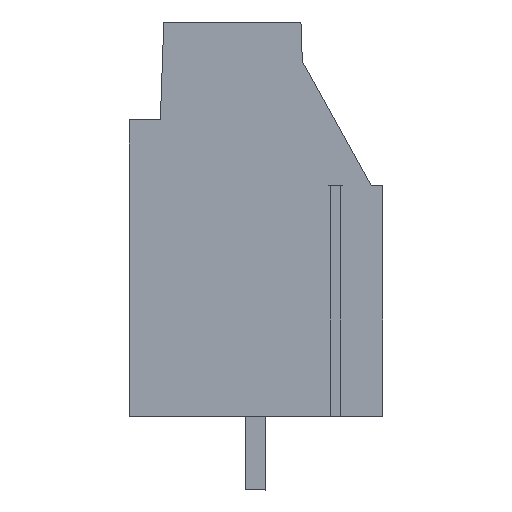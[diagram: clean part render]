
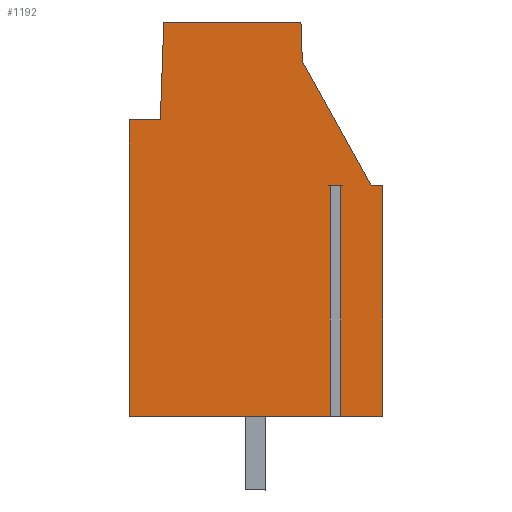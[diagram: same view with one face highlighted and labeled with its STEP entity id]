
A CAD part, left-side view. The second image highlights one B-rep face of the part: STEP entity #1192.
In plain terms, the highlighted planar face has unit normal (-1, 0, 0).
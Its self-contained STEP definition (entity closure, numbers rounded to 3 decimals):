
#1100=AXIS2_PLACEMENT_3D('Plane Axis2P3D',#1097,#1098,#1099) ;
#610=CARTESIAN_POINT('Vertex',(0.,0.5,13.2)) ;
#615=CARTESIAN_POINT('Line Origine',(0.,0.25,13.2)) ;
#619=CARTESIAN_POINT('Vertex',(0.,0.,13.2)) ;
#658=CARTESIAN_POINT('Vertex',(0.,3.49,18.592)) ;
#663=CARTESIAN_POINT('Line Origine',(0.,1.995,15.896)) ;
#1097=CARTESIAN_POINT('Axis2P3D Location',(0.,11.,0.)) ;
#1102=CARTESIAN_POINT('Line Origine',(0.,0.912,3.2)) ;
#1106=CARTESIAN_POINT('Vertex',(0.,1.825,3.2)) ;
#1108=CARTESIAN_POINT('Vertex',(0.,0.,3.2)) ;
#1111=CARTESIAN_POINT('Line Origine',(0.,0.,8.2)) ;
#1116=CARTESIAN_POINT('Line Origine',(0.,3.52,19.446)) ;
#1120=CARTESIAN_POINT('Vertex',(0.,3.55,20.3)) ;
#1123=CARTESIAN_POINT('Line Origine',(0.,6.525,20.3)) ;
#1127=CARTESIAN_POINT('Vertex',(0.,9.5,20.3)) ;
#1130=CARTESIAN_POINT('Line Origine',(0.,9.574,18.175)) ;
#1134=CARTESIAN_POINT('Vertex',(0.,9.648,16.05)) ;
#1137=CARTESIAN_POINT('Line Origine',(0.,10.324,16.05)) ;
#1141=CARTESIAN_POINT('Vertex',(0.,11.,16.05)) ;
#1144=CARTESIAN_POINT('Line Origine',(0.,11.,9.625)) ;
#1148=CARTESIAN_POINT('Vertex',(0.,11.,3.2)) ;
#1151=CARTESIAN_POINT('Line Origine',(0.,6.638,3.2)) ;
#1155=CARTESIAN_POINT('Vertex',(0.,2.275,3.2)) ;
#1158=CARTESIAN_POINT('Line Origine',(0.,2.275,8.2)) ;
#1162=CARTESIAN_POINT('Vertex',(0.,2.275,13.2)) ;
#1165=CARTESIAN_POINT('Line Origine',(0.,2.05,13.2)) ;
#1169=CARTESIAN_POINT('Vertex',(0.,1.825,13.2)) ;
#1172=CARTESIAN_POINT('Line Origine',(0.,1.825,8.2)) ;
#616=DIRECTION('Vector Direction',(0.,-1.,0.)) ;
#664=DIRECTION('Vector Direction',(0.,-0.485,-0.875)) ;
#1098=DIRECTION('Axis2P3D Direction',(-1.,0.,0.)) ;
#1099=DIRECTION('Axis2P3D XDirection',(0.,-1.,0.)) ;
#1103=DIRECTION('Vector Direction',(0.,1.,0.)) ;
#1112=DIRECTION('Vector Direction',(0.,0.,-1.)) ;
#1117=DIRECTION('Vector Direction',(0.,0.035,0.999)) ;
#1124=DIRECTION('Vector Direction',(0.,-1.,0.)) ;
#1131=DIRECTION('Vector Direction',(0.,0.035,-0.999)) ;
#1138=DIRECTION('Vector Direction',(0.,-1.,0.)) ;
#1145=DIRECTION('Vector Direction',(0.,0.,1.)) ;
#1152=DIRECTION('Vector Direction',(0.,1.,0.)) ;
#1159=DIRECTION('Vector Direction',(0.,0.,1.)) ;
#1166=DIRECTION('Vector Direction',(0.,-1.,0.)) ;
#1173=DIRECTION('Vector Direction',(0.,0.,1.)) ;
#617=VECTOR('Line Direction',#616,1.) ;
#665=VECTOR('Line Direction',#664,1.) ;
#1104=VECTOR('Line Direction',#1103,1.) ;
#1113=VECTOR('Line Direction',#1112,1.) ;
#1118=VECTOR('Line Direction',#1117,1.) ;
#1125=VECTOR('Line Direction',#1124,1.) ;
#1132=VECTOR('Line Direction',#1131,1.) ;
#1139=VECTOR('Line Direction',#1138,1.) ;
#1146=VECTOR('Line Direction',#1145,1.) ;
#1153=VECTOR('Line Direction',#1152,1.) ;
#1160=VECTOR('Line Direction',#1159,1.) ;
#1167=VECTOR('Line Direction',#1166,1.) ;
#1174=VECTOR('Line Direction',#1173,1.) ;
#1178=ORIENTED_EDGE('',*,*,#1110,.T.) ;
#1179=ORIENTED_EDGE('',*,*,#1115,.T.) ;
#1180=ORIENTED_EDGE('',*,*,#621,.T.) ;
#1181=ORIENTED_EDGE('',*,*,#667,.T.) ;
#1182=ORIENTED_EDGE('',*,*,#1122,.T.) ;
#1183=ORIENTED_EDGE('',*,*,#1129,.T.) ;
#1184=ORIENTED_EDGE('',*,*,#1136,.T.) ;
#1185=ORIENTED_EDGE('',*,*,#1143,.T.) ;
#1186=ORIENTED_EDGE('',*,*,#1150,.T.) ;
#1187=ORIENTED_EDGE('',*,*,#1157,.T.) ;
#1188=ORIENTED_EDGE('',*,*,#1164,.T.) ;
#1189=ORIENTED_EDGE('',*,*,#1171,.F.) ;
#1190=ORIENTED_EDGE('',*,*,#1176,.F.) ;
#1192=ADVANCED_FACE('KLSC M3x6.3.1',(#1191),#1101,.T.) ;
#621=EDGE_CURVE('',#620,#611,#618,.F.) ;
#667=EDGE_CURVE('',#611,#659,#666,.F.) ;
#1110=EDGE_CURVE('',#1107,#1109,#1105,.F.) ;
#1115=EDGE_CURVE('',#1109,#620,#1114,.F.) ;
#1122=EDGE_CURVE('',#659,#1121,#1119,.T.) ;
#1129=EDGE_CURVE('',#1121,#1128,#1126,.F.) ;
#1136=EDGE_CURVE('',#1128,#1135,#1133,.T.) ;
#1143=EDGE_CURVE('',#1135,#1142,#1140,.F.) ;
#1150=EDGE_CURVE('',#1142,#1149,#1147,.F.) ;
#1157=EDGE_CURVE('',#1149,#1156,#1154,.F.) ;
#1164=EDGE_CURVE('',#1156,#1163,#1161,.T.) ;
#1171=EDGE_CURVE('',#1170,#1163,#1168,.F.) ;
#1176=EDGE_CURVE('',#1107,#1170,#1175,.T.) ;
#1177=EDGE_LOOP('',(#1178,#1179,#1180,#1181,#1182,#1183,#1184,#1185,#1186,#1187,#1188,#1189,#1190)) ;
#1191=FACE_OUTER_BOUND('',#1177,.T.) ;
#618=LINE('Line',#615,#617) ;
#666=LINE('Line',#663,#665) ;
#1105=LINE('Line',#1102,#1104) ;
#1114=LINE('Line',#1111,#1113) ;
#1119=LINE('Line',#1116,#1118) ;
#1126=LINE('Line',#1123,#1125) ;
#1133=LINE('Line',#1130,#1132) ;
#1140=LINE('Line',#1137,#1139) ;
#1147=LINE('Line',#1144,#1146) ;
#1154=LINE('Line',#1151,#1153) ;
#1161=LINE('Line',#1158,#1160) ;
#1168=LINE('Line',#1165,#1167) ;
#1175=LINE('Line',#1172,#1174) ;
#1101=PLANE('',#1100) ;
#611=VERTEX_POINT('',#610) ;
#620=VERTEX_POINT('',#619) ;
#659=VERTEX_POINT('',#658) ;
#1107=VERTEX_POINT('',#1106) ;
#1109=VERTEX_POINT('',#1108) ;
#1121=VERTEX_POINT('',#1120) ;
#1128=VERTEX_POINT('',#1127) ;
#1135=VERTEX_POINT('',#1134) ;
#1142=VERTEX_POINT('',#1141) ;
#1149=VERTEX_POINT('',#1148) ;
#1156=VERTEX_POINT('',#1155) ;
#1163=VERTEX_POINT('',#1162) ;
#1170=VERTEX_POINT('',#1169) ;
